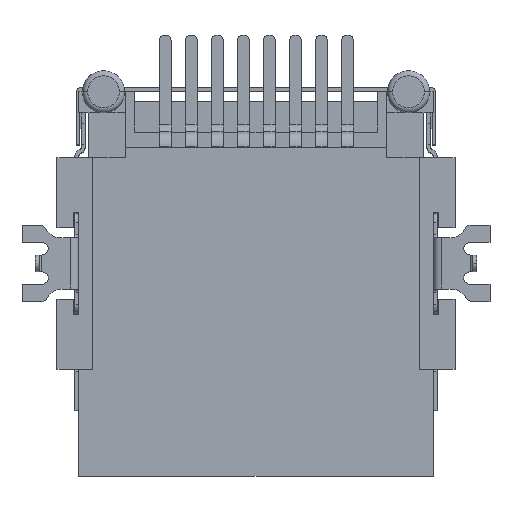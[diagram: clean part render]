
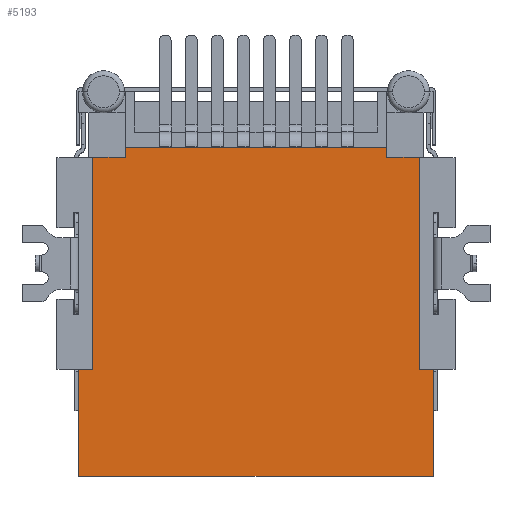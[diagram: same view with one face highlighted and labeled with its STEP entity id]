
A CAD part, top view. The second image highlights one B-rep face of the part: STEP entity #5193.
In plain terms, the highlighted planar face has unit normal (0, 0, 1).
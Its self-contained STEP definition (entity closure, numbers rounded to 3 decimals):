
#1380=DIRECTION('',(0.,1.,0.));
#1381=VECTOR('',#1380,0.4);
#1382=CARTESIAN_POINT('',(-5.12,10.6,5.34));
#1383=LINE('',#1382,#1381);
#1384=DIRECTION('',(1.,0.,0.));
#1385=VECTOR('',#1384,10.24);
#1386=CARTESIAN_POINT('',(-5.12,11.,5.34));
#1387=LINE('',#1386,#1385);
#1388=DIRECTION('',(1.,0.,0.));
#1389=VECTOR('',#1388,1.28);
#1390=CARTESIAN_POINT('',(5.12,10.6,5.34));
#1391=LINE('',#1390,#1389);
#1392=DIRECTION('',(0.,-1.,0.));
#1393=VECTOR('',#1392,4.2);
#1394=CARTESIAN_POINT('',(6.95,2.3,5.34));
#1395=LINE('',#1394,#1393);
#1404=DIRECTION('',(0.,1.,0.));
#1405=VECTOR('',#1404,0.4);
#1406=CARTESIAN_POINT('',(5.12,10.6,5.34));
#1407=LINE('',#1406,#1405);
#1825=DIRECTION('',(-1.,0.,0.));
#1826=VECTOR('',#1825,1.28);
#1827=CARTESIAN_POINT('',(-5.12,10.6,5.34));
#1828=LINE('',#1827,#1826);
#3024=DIRECTION('',(0.,-1.,0.));
#3025=VECTOR('',#3024,8.3);
#3026=CARTESIAN_POINT('',(-6.4,10.6,5.34));
#3027=LINE('',#3026,#3025);
#3036=DIRECTION('',(-1.,0.,0.));
#3037=VECTOR('',#3036,0.55);
#3038=CARTESIAN_POINT('',(-6.4,2.3,5.34));
#3039=LINE('',#3038,#3037);
#3048=DIRECTION('',(0.,-1.,0.));
#3049=VECTOR('',#3048,4.2);
#3050=CARTESIAN_POINT('',(-6.95,2.3,5.34));
#3051=LINE('',#3050,#3049);
#3200=DIRECTION('',(1.,0.,0.));
#3201=VECTOR('',#3200,13.9);
#3202=CARTESIAN_POINT('',(-6.95,-1.9,5.34));
#3203=LINE('',#3202,#3201);
#3372=DIRECTION('',(-1.,0.,0.));
#3373=VECTOR('',#3372,0.55);
#3374=CARTESIAN_POINT('',(6.95,2.3,5.34));
#3375=LINE('',#3374,#3373);
#3384=DIRECTION('',(0.,1.,0.));
#3385=VECTOR('',#3384,8.3);
#3386=CARTESIAN_POINT('',(6.4,2.3,5.34));
#3387=LINE('',#3386,#3385);
#4015=CARTESIAN_POINT('',(-5.12,11.,5.34));
#4017=VERTEX_POINT('',#4015);
#4130=CARTESIAN_POINT('',(5.12,11.,5.34));
#4131=VERTEX_POINT('',#4130);
#4132=CARTESIAN_POINT('',(-5.12,10.6,5.34));
#4133=VERTEX_POINT('',#4132);
#4136=CARTESIAN_POINT('',(5.12,10.6,5.34));
#4137=VERTEX_POINT('',#4136);
#4138=CARTESIAN_POINT('',(6.4,10.6,5.34));
#4139=VERTEX_POINT('',#4138);
#4140=CARTESIAN_POINT('',(6.4,2.3,5.34));
#4141=VERTEX_POINT('',#4140);
#4142=CARTESIAN_POINT('',(6.95,2.3,5.34));
#4143=VERTEX_POINT('',#4142);
#4144=CARTESIAN_POINT('',(6.95,-1.9,5.34));
#4145=VERTEX_POINT('',#4144);
#4146=CARTESIAN_POINT('',(-6.95,-1.9,5.34));
#4147=VERTEX_POINT('',#4146);
#4148=CARTESIAN_POINT('',(-6.95,2.3,5.34));
#4149=VERTEX_POINT('',#4148);
#4150=CARTESIAN_POINT('',(-6.4,2.3,5.34));
#4151=VERTEX_POINT('',#4150);
#4152=CARTESIAN_POINT('',(-6.4,10.6,5.34));
#4153=VERTEX_POINT('',#4152);
#5164=CARTESIAN_POINT('',(-7.228,-2.158,5.34));
#5165=DIRECTION('',(0.,0.,1.));
#5166=DIRECTION('',(1.,0.,0.));
#5167=AXIS2_PLACEMENT_3D('',#5164,#5165,#5166);
#5168=PLANE('',#5167);
#5169=ORIENTED_EDGE('',*,*,#5155,.T.);
#5170=ORIENTED_EDGE('',*,*,#5144,.T.);
#5172=ORIENTED_EDGE('',*,*,#5171,.F.);
#5174=ORIENTED_EDGE('',*,*,#5173,.T.);
#5176=ORIENTED_EDGE('',*,*,#5175,.F.);
#5178=ORIENTED_EDGE('',*,*,#5177,.F.);
#5180=ORIENTED_EDGE('',*,*,#5179,.T.);
#5182=ORIENTED_EDGE('',*,*,#5181,.F.);
#5184=ORIENTED_EDGE('',*,*,#5183,.F.);
#5186=ORIENTED_EDGE('',*,*,#5185,.F.);
#5188=ORIENTED_EDGE('',*,*,#5187,.F.);
#5190=ORIENTED_EDGE('',*,*,#5189,.F.);
#5191=EDGE_LOOP('',(#5169,#5170,#5172,#5174,#5176,#5178,#5180,#5182,#5184,#5186,
#5188,#5190));
#5192=FACE_OUTER_BOUND('',#5191,.F.);
#5193=ADVANCED_FACE('',(#5192),#5168,.T.);
#5144=EDGE_CURVE('',#4017,#4131,#1387,.T.);
#5155=EDGE_CURVE('',#4133,#4017,#1383,.T.);
#5171=EDGE_CURVE('',#4137,#4131,#1407,.T.);
#5173=EDGE_CURVE('',#4137,#4139,#1391,.T.);
#5175=EDGE_CURVE('',#4141,#4139,#3387,.T.);
#5177=EDGE_CURVE('',#4143,#4141,#3375,.T.);
#5179=EDGE_CURVE('',#4143,#4145,#1395,.T.);
#5181=EDGE_CURVE('',#4147,#4145,#3203,.T.);
#5183=EDGE_CURVE('',#4149,#4147,#3051,.T.);
#5185=EDGE_CURVE('',#4151,#4149,#3039,.T.);
#5187=EDGE_CURVE('',#4153,#4151,#3027,.T.);
#5189=EDGE_CURVE('',#4133,#4153,#1828,.T.);
